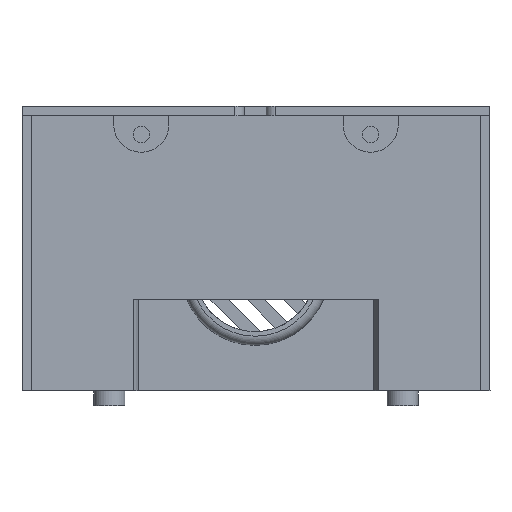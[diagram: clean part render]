
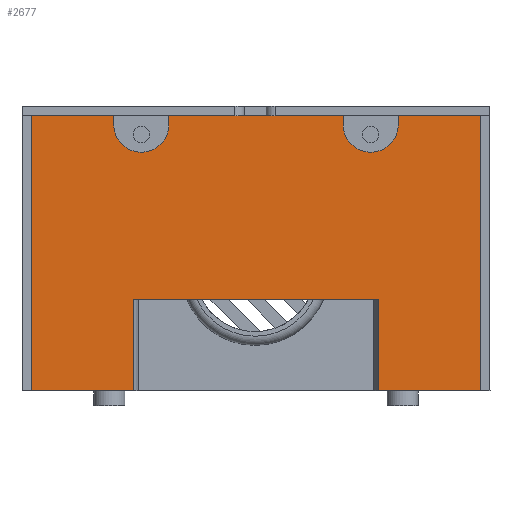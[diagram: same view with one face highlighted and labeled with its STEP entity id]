
A CAD part, left-side view. The second image highlights one B-rep face of the part: STEP entity #2677.
In plain terms, the highlighted planar face has unit normal (-1, 0, 0).
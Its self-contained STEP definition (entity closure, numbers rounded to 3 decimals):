
#139=CIRCLE('',#2883,3.);
#140=CIRCLE('',#2884,3.);
#286=FACE_OUTER_BOUND('',#459,.T.);
#459=EDGE_LOOP('',(#2228,#2229,#2230,#2231,#2232,#2233,#2234,#2235,#2236,
#2237,#2238,#2239,#2240,#2241,#2242,#2243));
#646=LINE('',#3937,#932);
#655=LINE('',#3969,#941);
#698=LINE('',#4096,#984);
#703=LINE('',#4105,#989);
#738=LINE('',#4204,#1024);
#742=LINE('',#4212,#1028);
#746=LINE('',#4220,#1032);
#788=LINE('',#4322,#1074);
#794=LINE('',#4341,#1080);
#795=LINE('',#4343,#1081);
#796=LINE('',#4346,#1082);
#797=LINE('',#4348,#1083);
#798=LINE('',#4351,#1084);
#799=LINE('',#4352,#1085);
#932=VECTOR('',#3163,11.14);
#941=VECTOR('',#3188,11.14);
#984=VECTOR('',#3289,30.);
#989=VECTOR('',#3296,10.);
#1024=VECTOR('',#3385,9.);
#1028=VECTOR('',#3389,19.);
#1032=VECTOR('',#3393,9.);
#1074=VECTOR('',#3491,26.719);
#1080=VECTOR('',#3523,30.);
#1081=VECTOR('',#3524,1.);
#1082=VECTOR('',#3527,1.);
#1083=VECTOR('',#3528,1.);
#1084=VECTOR('',#3531,1.);
#1085=VECTOR('',#3532,10.);
#1189=VERTEX_POINT('',#3934);
#1190=VERTEX_POINT('',#3936);
#1204=VERTEX_POINT('',#3966);
#1205=VERTEX_POINT('',#3968);
#1260=VERTEX_POINT('',#4095);
#1263=VERTEX_POINT('',#4103);
#1300=VERTEX_POINT('',#4203);
#1303=VERTEX_POINT('',#4209);
#1304=VERTEX_POINT('',#4211);
#1307=VERTEX_POINT('',#4217);
#1308=VERTEX_POINT('',#4219);
#1340=VERTEX_POINT('',#4321);
#1341=VERTEX_POINT('',#4342);
#1342=VERTEX_POINT('',#4344);
#1343=VERTEX_POINT('',#4347);
#1344=VERTEX_POINT('',#4349);
#1485=EDGE_CURVE('',#1190,#1189,#646,.T.);
#1500=EDGE_CURVE('',#1205,#1204,#655,.T.);
#1564=EDGE_CURVE('',#1260,#1205,#698,.T.);
#1569=EDGE_CURVE('',#1263,#1204,#703,.T.);
#1618=EDGE_CURVE('',#1300,#1260,#738,.T.);
#1622=EDGE_CURVE('',#1304,#1303,#742,.T.);
#1626=EDGE_CURVE('',#1308,#1307,#746,.T.);
#1674=EDGE_CURVE('',#1340,#1263,#788,.T.);
#1687=EDGE_CURVE('',#1189,#1308,#794,.T.);
#1688=EDGE_CURVE('',#1307,#1341,#795,.T.);
#1689=EDGE_CURVE('',#1342,#1341,#139,.F.);
#1690=EDGE_CURVE('',#1342,#1304,#796,.T.);
#1691=EDGE_CURVE('',#1303,#1343,#797,.T.);
#1692=EDGE_CURVE('',#1344,#1343,#140,.F.);
#1693=EDGE_CURVE('',#1344,#1300,#798,.T.);
#1694=EDGE_CURVE('',#1340,#1190,#799,.T.);
#2228=ORIENTED_EDGE('',*,*,#1485,.T.);
#2229=ORIENTED_EDGE('',*,*,#1687,.T.);
#2230=ORIENTED_EDGE('',*,*,#1626,.T.);
#2231=ORIENTED_EDGE('',*,*,#1688,.T.);
#2232=ORIENTED_EDGE('',*,*,#1689,.F.);
#2233=ORIENTED_EDGE('',*,*,#1690,.T.);
#2234=ORIENTED_EDGE('',*,*,#1622,.T.);
#2235=ORIENTED_EDGE('',*,*,#1691,.T.);
#2236=ORIENTED_EDGE('',*,*,#1692,.F.);
#2237=ORIENTED_EDGE('',*,*,#1693,.T.);
#2238=ORIENTED_EDGE('',*,*,#1618,.T.);
#2239=ORIENTED_EDGE('',*,*,#1564,.T.);
#2240=ORIENTED_EDGE('',*,*,#1500,.T.);
#2241=ORIENTED_EDGE('',*,*,#1569,.F.);
#2242=ORIENTED_EDGE('',*,*,#1674,.F.);
#2243=ORIENTED_EDGE('',*,*,#1694,.T.);
#2554=PLANE('',#2882);
#2677=ADVANCED_FACE('',(#286),#2554,.T.);
#2882=AXIS2_PLACEMENT_3D('',#4340,#3521,#3522);
#2883=AXIS2_PLACEMENT_3D('',#4345,#3525,#3526);
#2884=AXIS2_PLACEMENT_3D('',#4350,#3529,#3530);
#3163=DIRECTION('',(0.,-1.,0.));
#3188=DIRECTION('',(0.,-1.,0.));
#3289=DIRECTION('',(0.,0.,-1.));
#3296=DIRECTION('',(0.,0.,-1.));
#3385=DIRECTION('',(0.,1.,0.));
#3389=DIRECTION('',(0.,1.,0.));
#3393=DIRECTION('',(0.,1.,0.));
#3491=DIRECTION('',(0.,1.,0.));
#3521=DIRECTION('center_axis',(-1.,0.,0.));
#3522=DIRECTION('ref_axis',(0.,1.,0.));
#3523=DIRECTION('',(0.,0.,1.));
#3524=DIRECTION('',(0.,0.,-1.));
#3525=DIRECTION('center_axis',(1.,0.,0.));
#3526=DIRECTION('ref_axis',(0.,0.707,-0.707));
#3527=DIRECTION('',(0.,0.,1.));
#3528=DIRECTION('',(0.,0.,-1.));
#3529=DIRECTION('center_axis',(1.,0.,0.));
#3530=DIRECTION('ref_axis',(0.,0.707,-0.707));
#3531=DIRECTION('',(0.,0.,1.));
#3532=DIRECTION('',(0.,0.,-1.));
#3934=CARTESIAN_POINT('',(4.896,-24.6,-30.));
#3936=CARTESIAN_POINT('',(4.896,-13.46,-30.));
#3937=CARTESIAN_POINT('',(4.896,-20.852,-30.));
#3966=CARTESIAN_POINT('',(4.896,13.26,-30.));
#3968=CARTESIAN_POINT('',(4.896,24.4,-30.));
#3969=CARTESIAN_POINT('',(4.896,0.152,-30.));
#4095=CARTESIAN_POINT('',(4.896,24.4,0.));
#4096=CARTESIAN_POINT('',(4.896,24.4,-10.));
#4103=CARTESIAN_POINT('',(4.896,13.26,-20.));
#4105=CARTESIAN_POINT('',(4.896,13.26,-20.));
#4203=CARTESIAN_POINT('',(4.896,15.4,0.));
#4204=CARTESIAN_POINT('',(4.896,-25.6,0.));
#4209=CARTESIAN_POINT('',(4.896,9.4,0.));
#4211=CARTESIAN_POINT('',(4.896,-9.6,0.));
#4212=CARTESIAN_POINT('',(4.896,-25.6,0.));
#4217=CARTESIAN_POINT('',(4.896,-15.6,0.));
#4219=CARTESIAN_POINT('',(4.896,-24.6,0.));
#4220=CARTESIAN_POINT('',(4.896,-25.6,0.));
#4321=CARTESIAN_POINT('',(4.896,-13.46,-20.));
#4322=CARTESIAN_POINT('',(4.896,-25.6,-20.));
#4340=CARTESIAN_POINT('Origin',(4.896,-20.6,0.));
#4341=CARTESIAN_POINT('',(4.896,-24.6,0.));
#4342=CARTESIAN_POINT('',(4.896,-15.6,-1.));
#4343=CARTESIAN_POINT('',(4.896,-15.6,-2.));
#4344=CARTESIAN_POINT('',(4.896,-9.6,-1.));
#4345=CARTESIAN_POINT('Origin',(4.896,-12.6,-1.));
#4346=CARTESIAN_POINT('',(4.896,-9.6,0.));
#4347=CARTESIAN_POINT('',(4.896,9.4,-1.));
#4348=CARTESIAN_POINT('',(4.896,9.4,-2.));
#4349=CARTESIAN_POINT('',(4.896,15.4,-1.));
#4350=CARTESIAN_POINT('Origin',(4.896,12.4,-1.));
#4351=CARTESIAN_POINT('',(4.896,15.4,0.));
#4352=CARTESIAN_POINT('',(4.896,-13.46,-20.));
